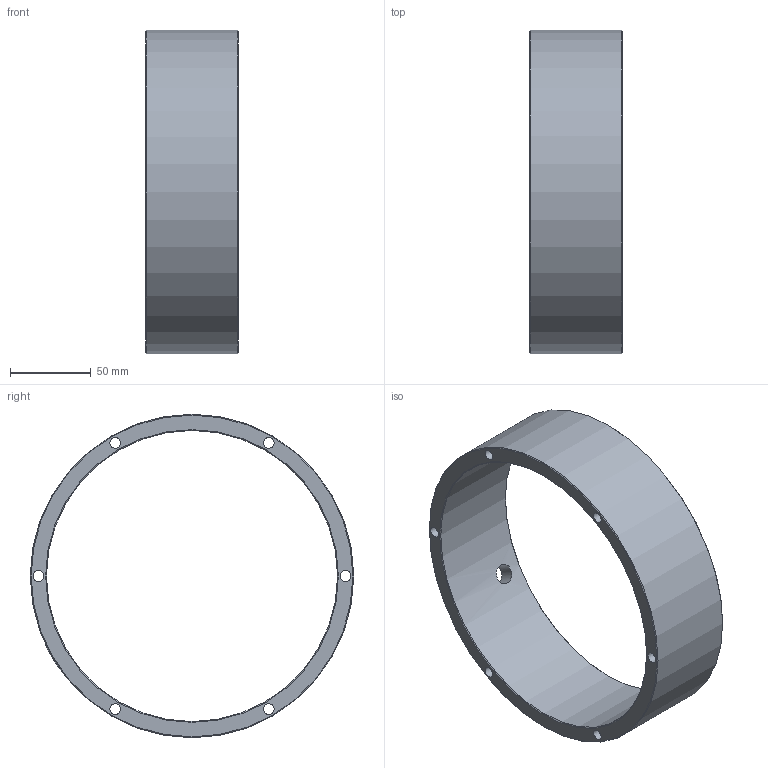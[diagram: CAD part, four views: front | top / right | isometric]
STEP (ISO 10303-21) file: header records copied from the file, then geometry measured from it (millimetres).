
FILE_DESCRIPTION(('STEP AP214'),'1');
FILE_NAME('BMR-002a JANTE TUBE.step','2016-02-17T20:24:48',(' '),(' '),'Spatial InterOp 3D',' ',' ');
FILE_SCHEMA(('automotive_design'));
Length unit declared in the file: millimetre
Products named in the file (1): JANTE TUBE
Bounding box: 57.5 x 200 x 200 mm (x, y, z)
Volume: 330011 mm3; surface area: 86776.5 mm2
Topology: 1 solids, 1 shells, 15 faces, 43 edges, 30 vertices
Faces by surface type: cylinder 9, cone 4, plane 2
Full cylindrical faces by diameter (mm): 6.6 x6, 12 x1, 180 x1, 200 x1
Entity records: 701 total; most frequent: CARTESIAN_POINT 224, DIRECTION 72, EDGE_LOOP 44, ORIENTED_EDGE 44, AXIS2_PLACEMENT_3D 36, FACE_OUTER_BOUND 24, EDGE_CURVE 22, VERTEX_POINT 22
